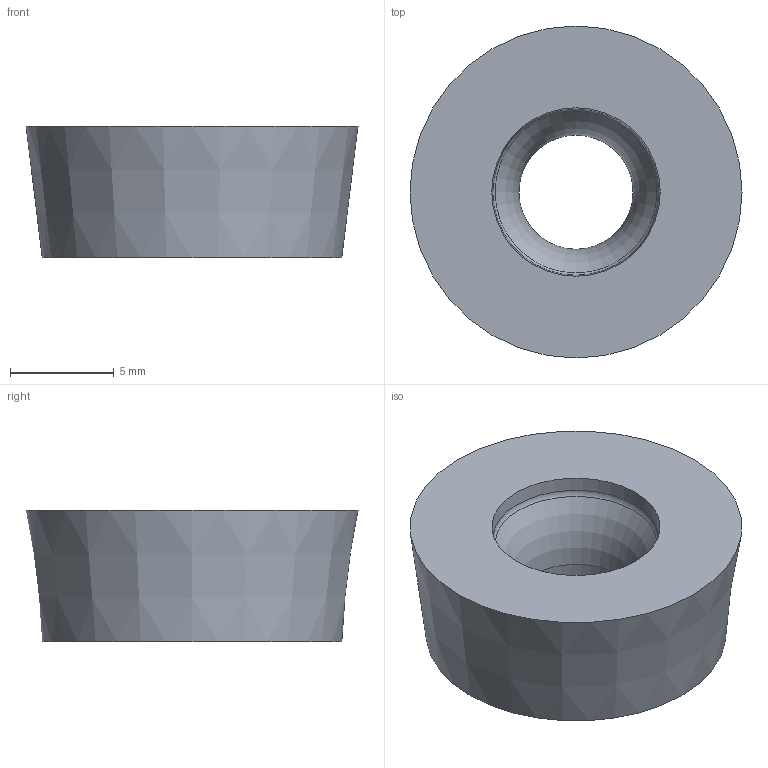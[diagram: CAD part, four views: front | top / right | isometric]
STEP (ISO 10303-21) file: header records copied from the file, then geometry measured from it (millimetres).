
FILE_DESCRIPTION(/* description */ (''),/* implementation_level */ '2;1');
FILE_NAME(/* name */ 'aaa344800_a.stp',/* time_stamp */ '2020-09-07T13:30:49+02:00',/* author */ (''),/* organization */ ('SMS'),/* preprocessor_version */ 'ST-DEVELOPER v16.7',/* originating_system */ 'SIEMENS PLM Software NX 12.0',/* authorisation */ '');
FILE_SCHEMA (('AUTOMOTIVE_DESIGN { 1 0 10303 214 3 1 1 1 }'));
Length unit declared in the file: millimetre
Products named in the file (1): AAA344800_A
Bounding box: 16 x 16 x 6.35 mm (x, y, z)
Volume: 956.9 mm3; surface area: 726.5 mm2
Topology: 1 solids, 1 shells, 7 faces, 15 edges, 12 vertices
Faces by surface type: cone 2, torus 2, plane 2, cylinder 1
Full cylindrical faces by diameter (mm): 5.5 x1
Entity records: 214 total; most frequent: DIRECTION 36, CARTESIAN_POINT 27, AXIS2_PLACEMENT_3D 18, FACE_BOUND 14, EDGE_LOOP 14, ORIENTED_EDGE 14, CIRCLE 8, ADVANCED_FACE 7
